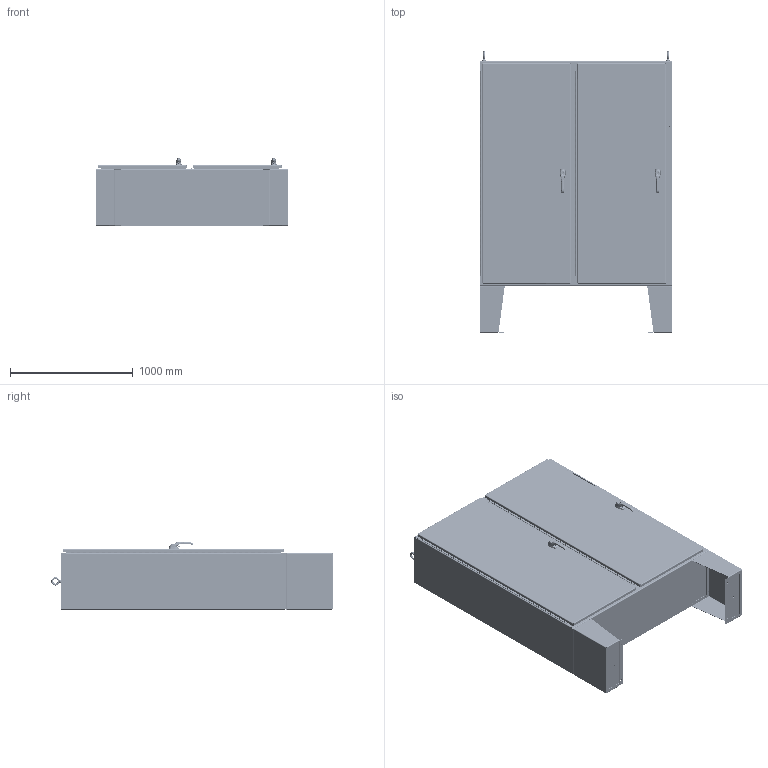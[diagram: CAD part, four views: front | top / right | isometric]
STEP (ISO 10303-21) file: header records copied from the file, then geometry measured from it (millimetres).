
FILE_DESCRIPTION(/* description */ ('WA_X_U, FLOOR MOUNT DISC., BLR, 72X61X18'),/* implementation_level */ '2;1');
FILE_NAME(/* name */ 'WA72X6118U.stp',/* time_stamp */ '2017-04-05T11:38:12+05:00',/* author */ ('vdas'),/* organization */ (''),/* preprocessor_version */ 'ST-DEVELOPER v16.1',/* originating_system */ 'Autodesk Inventor 2016',/* authorisation */ '');
FILE_SCHEMA (('AUTOMOTIVE_DESIGN { 1 0 10303 214 3 1 1 }'));
Products named in the file (107): WA72X6118UBLR; WAX6118UTOP; WAX6118UBTM; HFW332010S; HFW12085_5_INCH; HFW388191; HFW332010; HFW332014; HFW332009; HFW332012; HFW332015; HFW332003; HFW332004; HFW332007; HFW332013; HFW332008S; HFW332008; WA72XURML; WA72XUMLR; 30365; 3881; 31431; HFW332001-1; HFW332001-2; HFW332001; 30234; HFW3762; 34929; 34932; 34920; 3905; HFW332011; WA72XUMR; 30364; 31665; FUN00129_WAX61U; 30624; 30229; 316298; HFW3025 ...
Assembly tree (178 placements, depth 6):
  WA72X6118U
    WA72X6118UBLR
    WAX6118UTOP
    WAX6118UBTM
    WA72XUMR
      HFW332010
        HFW332010S
        HFW12085_5_INCH
        HFW388191
      HFW332014
      HFW332009
      HFW332012  x2
      HFW332015  x2
      HFW332003
      HFW332004
      HFW332007
      HFW332008
        HFW332013
        HFW332008S
      WA72XURML
      WA72XUMLR
      30365  x2
      3881
      31431  x6
      HFW332001
        HFW332001-1
        HFW332001-2
      30234
      HFW3762
      34929
      34932
      34920  x6
      3905
      HFW332011  x2
    30364  x2
    31665  x2
    FUN00129_WAX61U
    30624  x2
    30229  x8
    316298  x2
    HFW3025  x2
    349132  x2
    HFW3878  x2
    WA72X61UDR_1  x2
      WA72X61UDR
      LARGE_DOOR_ROD_ASSM-37027
        HFW31712
          1091-903_AF0
            1091-903_AF0_1
            1091-903_AF0_2
          PLASTIC-ROLLER-CAM_AF0_ASM
            PLASTIC-ROLLER-CAM_AF1
            7379-M6-8X25_AF0
            LOCK-NUT_AF0
          SUPPORT-ROLL_AF0
          1091-BR11_AF0
        37027  x2
        3021WIE  x2
        HFW3762  x4
        31215  x2
Bounding box: 1568.45 x 2292.26 x 548.85 mm (x, y, z)
Volume: 39007667.1 mm3; surface area: 23850539.7 mm2
Topology: 215 solids, 215 shells, 8901 faces, 22203 edges, 13743 vertices
Faces by surface type: plane 4144, cylinder 2996, bspline 575, torus 554, cone 432, sphere 200
Full cylindrical faces by diameter (mm): 1.587 x1, 2.5 x2, 3 x2, 3.048 x2, 3.1 x4, 3.15 x2, 3.175 x2, 3.5 x2, 3.607 x2, 3.9 x2, 3.962 x6, 4.2 x4, 4.5 x4, 4.762 x1, 4.825 x40, 4.978 x5, 5 x6, 5.08 x8, 5.105 x6, 5.156 x8, 5.4 x6, 5.69 x8, 6 x6, 6.128 x4, 6.172 x4, 6.337 x12, 6.35 x74, 6.41 x4, 6.528 x1, 6.604 x3
Entity records: 141922 total; most frequent: CARTESIAN_POINT 54814, DIRECTION 18042, ORIENTED_EDGE 16916, EDGE_CURVE 8425, AXIS2_PLACEMENT_3D 6682, VERTEX_POINT 5392, LINE 4678, VECTOR 4678
